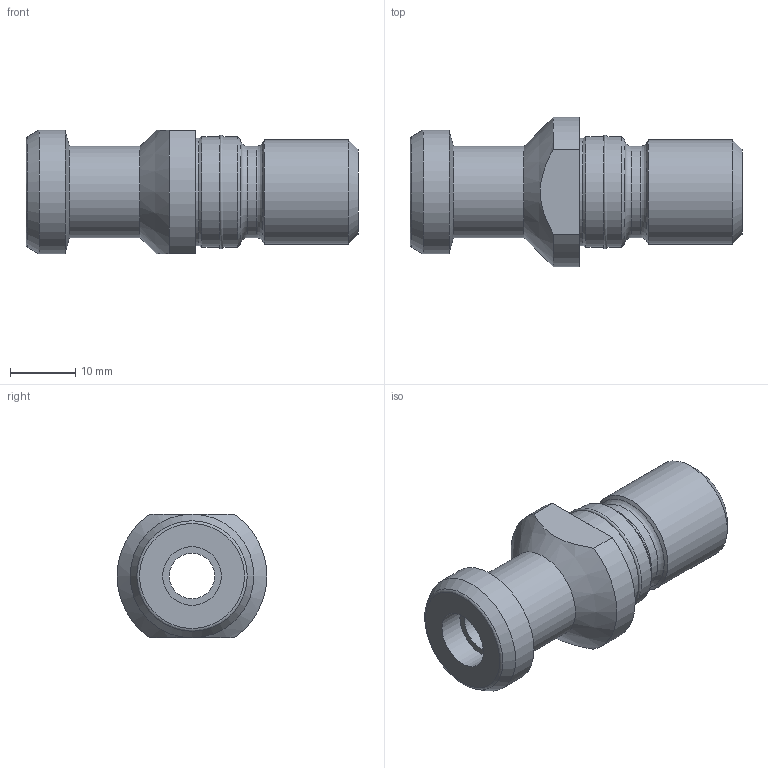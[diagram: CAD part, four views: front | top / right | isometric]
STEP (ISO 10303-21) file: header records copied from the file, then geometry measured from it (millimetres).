
FILE_DESCRIPTION(/* description */ (''),/* implementation_level */ '2;1');
FILE_NAME(/* name */ '10484001.stp',/* time_stamp */ '2016-04-24T22:53:55+02:00',/* author */ ('Admin'),/* organization */ (''),/* preprocessor_version */ 'ST-DEVELOPER v15.6',/* originating_system */ 'Autodesk Inventor 2015',/* authorisation */ '');
FILE_SCHEMA (('AUTOMOTIVE_DESIGN { 1 0 10303 214 3 1 1 }'));
Length unit declared in the file: millimetre
Products named in the file (1): 10484001
Bounding box: 51 x 23 x 19 mm (x, y, z)
Volume: 9110.6 mm3; surface area: 4553.9 mm2
Topology: 1 solids, 1 shells, 29 faces, 58 edges, 33 vertices
Faces by surface type: cylinder 11, cone 8, plane 6, torus 4
Full cylindrical faces by diameter (mm): 7 x1, 9 x1, 14 x2, 16 x1, 16.5 x1, 17 x2, 19 x1
Entity records: 671 total; most frequent: DIRECTION 122, CARTESIAN_POINT 102, ORIENTED_EDGE 72, AXIS2_PLACEMENT_3D 58, EDGE_LOOP 54, EDGE_CURVE 36, VERTEX_POINT 32, FACE_OUTER_BOUND 29
